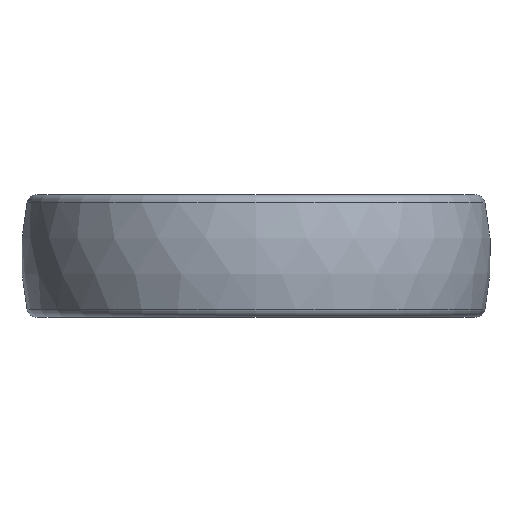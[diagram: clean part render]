
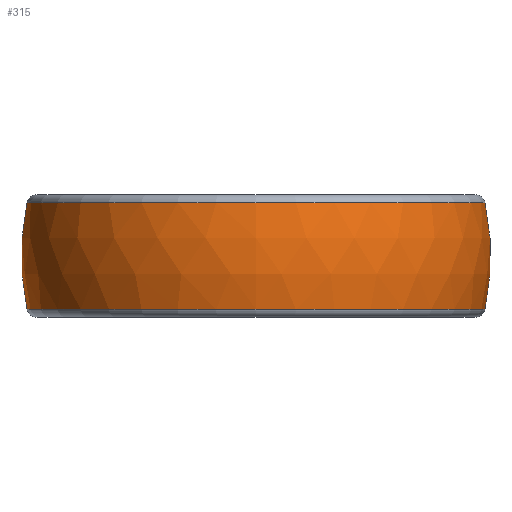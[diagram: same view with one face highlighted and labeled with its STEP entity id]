
A CAD part, left-side view. The second image highlights one B-rep face of the part: STEP entity #315.
In plain terms, the highlighted spherical face has radius 23 mm.
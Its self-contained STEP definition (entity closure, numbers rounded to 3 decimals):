
#70=FACE_OUTER_BOUND('',#101,.T.);
#101=EDGE_LOOP('',(#278,#279,#280,#281));
#138=CIRCLE('',#388,22.398);
#140=CIRCLE('',#391,22.398);
#141=CIRCLE('',#392,23.);
#165=VERTEX_POINT('',#627);
#166=VERTEX_POINT('',#631);
#202=EDGE_CURVE('',#165,#165,#138,.T.);
#204=EDGE_CURVE('',#166,#166,#140,.T.);
#205=EDGE_CURVE('',#166,#165,#141,.T.);
#278=ORIENTED_EDGE('',*,*,#204,.F.);
#279=ORIENTED_EDGE('',*,*,#205,.T.);
#280=ORIENTED_EDGE('',*,*,#202,.T.);
#281=ORIENTED_EDGE('',*,*,#205,.F.);
#293=SPHERICAL_SURFACE('',#390,23.);
#315=ADVANCED_FACE('',(#70),#293,.T.);
#388=AXIS2_PLACEMENT_3D('',#628,#506,#507);
#390=AXIS2_PLACEMENT_3D('',#630,#510,#511);
#391=AXIS2_PLACEMENT_3D('',#632,#512,#513);
#392=AXIS2_PLACEMENT_3D('',#633,#514,#515);
#506=DIRECTION('center_axis',(0.,0.,1.));
#507=DIRECTION('ref_axis',(1.,0.,0.));
#510=DIRECTION('center_axis',(0.,0.,1.));
#511=DIRECTION('ref_axis',(1.,0.,0.));
#512=DIRECTION('center_axis',(0.,0.,1.));
#513=DIRECTION('ref_axis',(1.,0.,0.));
#514=DIRECTION('center_axis',(0.,-1.,0.));
#515=DIRECTION('ref_axis',(-1.,0.,0.));
#627=CARTESIAN_POINT('',(-22.398,0.,0.773));
#628=CARTESIAN_POINT('Origin',(0.,0.,0.773));
#630=CARTESIAN_POINT('Origin',(0.,0.,6.));
#631=CARTESIAN_POINT('',(-22.398,0.,11.227));
#632=CARTESIAN_POINT('Origin',(0.,0.,11.227));
#633=CARTESIAN_POINT('Origin',(0.,0.,6.));
